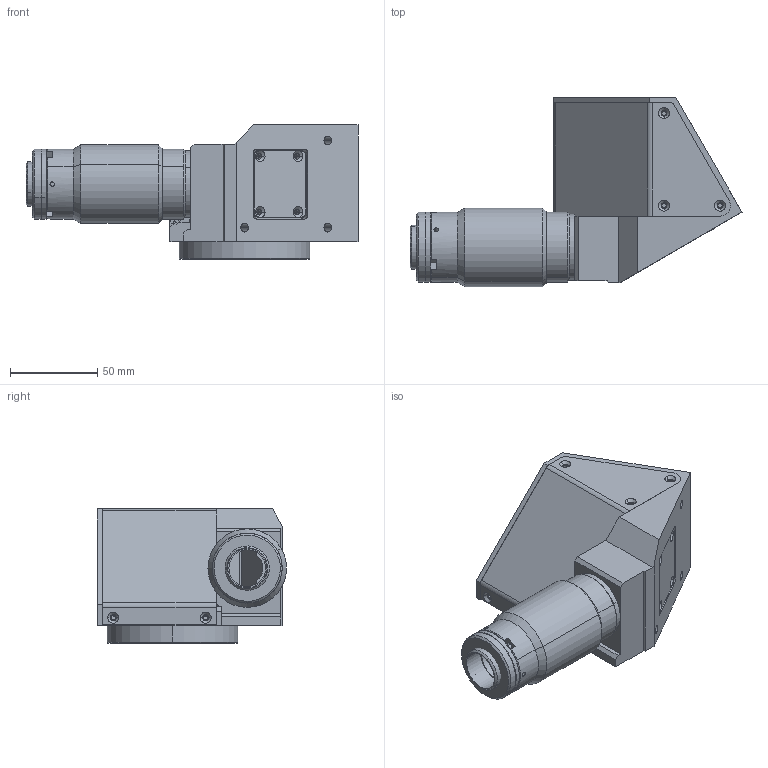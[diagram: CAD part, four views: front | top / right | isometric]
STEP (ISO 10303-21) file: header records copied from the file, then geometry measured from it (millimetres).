
FILE_DESCRIPTION (( 'STEP AP214' ), '1' );
FILE_NAME ('TCCR4M048-C.STEP', '2015-07-21T13:35:33', ( '' ), ( '' ), 'SwSTEP 2.0', 'SolidWorks 2013', '' );
FILE_SCHEMA (( 'AUTOMOTIVE_DESIGN' ));
Length unit declared in the file: millimetre
Products named in the file (1): TCCR4M048-C
Bounding box: 190.26 x 108.32 x 76.86 mm (x, y, z)
Surface area: 72995.3 mm2 (no closed solid volume)
Topology: 0 solids, 14 shells, 281 faces, 871 edges, 602 vertices
Faces by surface type: cylinder 140, plane 91, cone 48, sphere 2
Entity records: 13119 total; most frequent: CARTESIAN_POINT 2052, DIRECTION 1779, ORIENTED_EDGE 1442, EDGE_CURVE 871, AXIS2_PLACEMENT_3D 659, VERTEX_POINT 602, VECTOR 461, LINE 461
